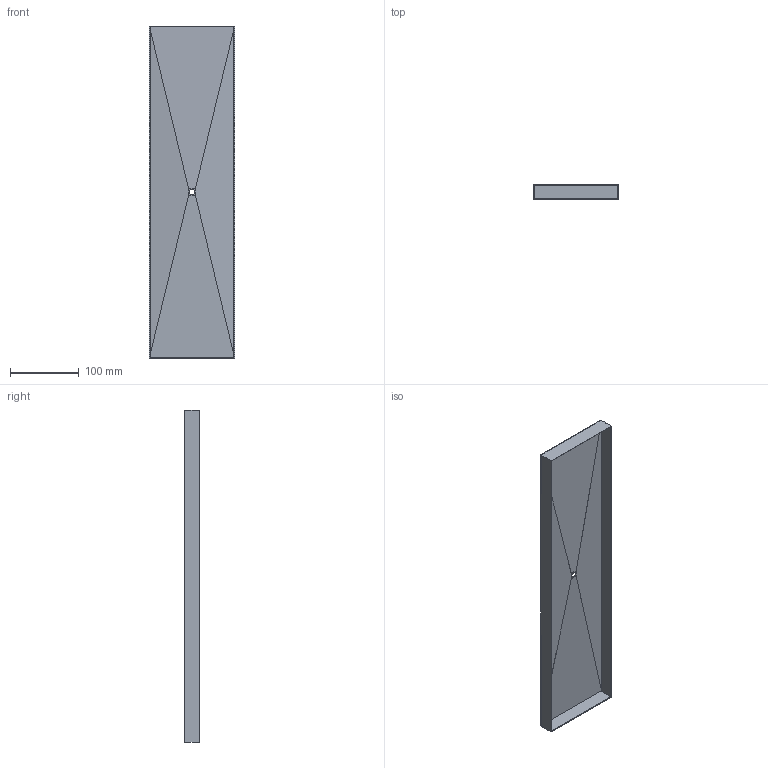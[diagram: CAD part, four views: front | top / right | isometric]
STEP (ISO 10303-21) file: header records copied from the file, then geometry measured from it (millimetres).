
FILE_DESCRIPTION (( 'STEP AP214' ), '1' );
FILE_NAME ('Bac Haut.STEP', '2020-10-09T08:45:35', ( '' ), ( '' ), 'SwSTEP 2.0', 'SolidWorks 2019', '' );
FILE_SCHEMA (( 'AUTOMOTIVE_DESIGN' ));
Length unit declared in the file: millimetre
Products named in the file (1): Bac Haut
Bounding box: 124 x 21 x 484 mm (x, y, z)
Volume: 83736.3 mm3; surface area: 169800.2 mm2
Topology: 1 solids, 1 shells, 25 faces, 62 edges, 40 vertices
Faces by surface type: plane 23, cylinder 2
Entity records: 766 total; most frequent: CARTESIAN_POINT 128, ORIENTED_EDGE 124, DIRECTION 118, EDGE_CURVE 62, VECTOR 58, LINE 58, VERTEX_POINT 40, AXIS2_PLACEMENT_3D 30
